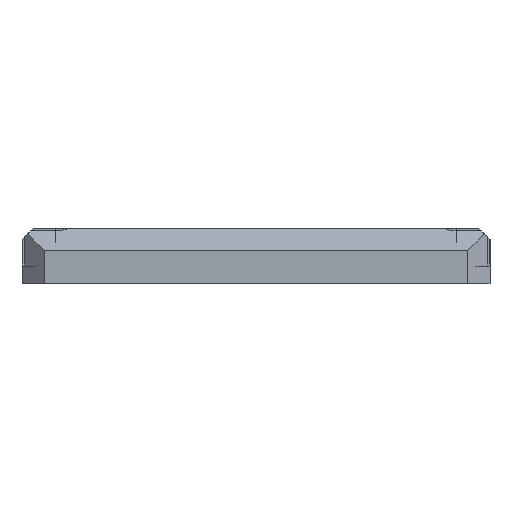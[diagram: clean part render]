
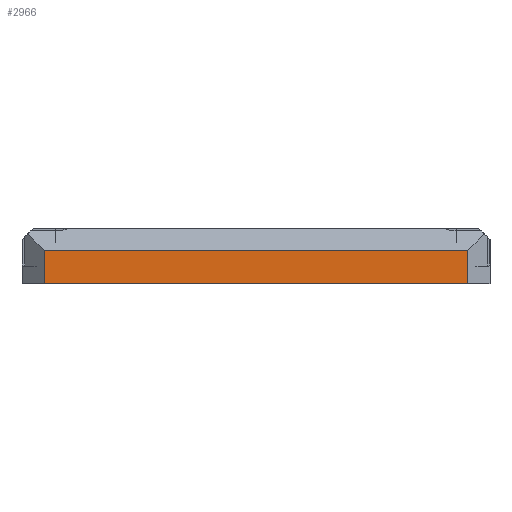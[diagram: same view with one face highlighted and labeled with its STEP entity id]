
A CAD part, front view. The second image highlights one B-rep face of the part: STEP entity #2966.
In plain terms, the highlighted planar face has unit normal (0, -1, 0).
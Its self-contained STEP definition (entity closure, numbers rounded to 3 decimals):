
#140 = LINE ( 'NONE', #4975, #1965 ) ;
#204 = CARTESIAN_POINT ( 'NONE',  ( -19., -145., 3. ) ) ;
#421 = DIRECTION ( 'NONE',  ( 0., 0., 1. ) ) ;
#968 = VERTEX_POINT ( 'NONE', #3244 ) ;
#1021 = ORIENTED_EDGE ( 'NONE', *, *, #5782, .T. ) ;
#1965 = VECTOR ( 'NONE', #3135, 1000. ) ;
#2062 = CARTESIAN_POINT ( 'NONE',  ( -21., -145., 5. ) ) ;
#2134 = ORIENTED_EDGE ( 'NONE', *, *, #7490, .T. ) ;
#2441 = CARTESIAN_POINT ( 'NONE',  ( -19., -145., 0. ) ) ;
#2477 = VERTEX_POINT ( 'NONE', #2441 ) ;
#2520 = VECTOR ( 'NONE', #421, 1000. ) ;
#2901 = LINE ( 'NONE', #3370, #2520 ) ;
#2954 = EDGE_LOOP ( 'NONE', ( #2134, #3480, #1021, #5733 ) ) ;
#2966 = ADVANCED_FACE ( 'NONE', ( #5521 ), #5051, .F. ) ;
#3044 = LINE ( 'NONE', #4344, #7119 ) ;
#3135 = DIRECTION ( 'NONE',  ( 0., 0., -1. ) ) ;
#3194 = LINE ( 'NONE', #7357, #4213 ) ;
#3244 = CARTESIAN_POINT ( 'NONE',  ( 19., -145., 0. ) ) ;
#3370 = CARTESIAN_POINT ( 'NONE',  ( 19., -145., 5. ) ) ;
#3480 = ORIENTED_EDGE ( 'NONE', *, *, #6578, .T. ) ;
#3806 = DIRECTION ( 'NONE',  ( 0., 1., 0. ) ) ;
#4213 = VECTOR ( 'NONE', #4837, 1000. ) ;
#4291 = EDGE_CURVE ( 'NONE', #968, #4954, #2901, .T. ) ;
#4305 = DIRECTION ( 'NONE',  ( 1., 0., 0. ) ) ;
#4344 = CARTESIAN_POINT ( 'NONE',  ( -21., -145., 0. ) ) ;
#4432 = DIRECTION ( 'NONE',  ( 0., 0., 1. ) ) ;
#4837 = DIRECTION ( 'NONE',  ( -1., 0., 0. ) ) ;
#4954 = VERTEX_POINT ( 'NONE', #5892 ) ;
#4975 = CARTESIAN_POINT ( 'NONE',  ( -19., -145., 5. ) ) ;
#5051 = PLANE ( 'NONE',  #7151 ) ;
#5521 = FACE_OUTER_BOUND ( 'NONE', #2954, .T. ) ;
#5733 = ORIENTED_EDGE ( 'NONE', *, *, #4291, .T. ) ;
#5782 = EDGE_CURVE ( 'NONE', #2477, #968, #3044, .T. ) ;
#5892 = CARTESIAN_POINT ( 'NONE',  ( 19., -145., 3. ) ) ;
#6578 = EDGE_CURVE ( 'NONE', #7471, #2477, #140, .T. ) ;
#7119 = VECTOR ( 'NONE', #4305, 1000. ) ;
#7151 = AXIS2_PLACEMENT_3D ( 'NONE', #2062, #3806, #4432 ) ;
#7357 = CARTESIAN_POINT ( 'NONE',  ( -21., -145., 3. ) ) ;
#7471 = VERTEX_POINT ( 'NONE', #204 ) ;
#7490 = EDGE_CURVE ( 'NONE', #4954, #7471, #3194, .T. ) ;
